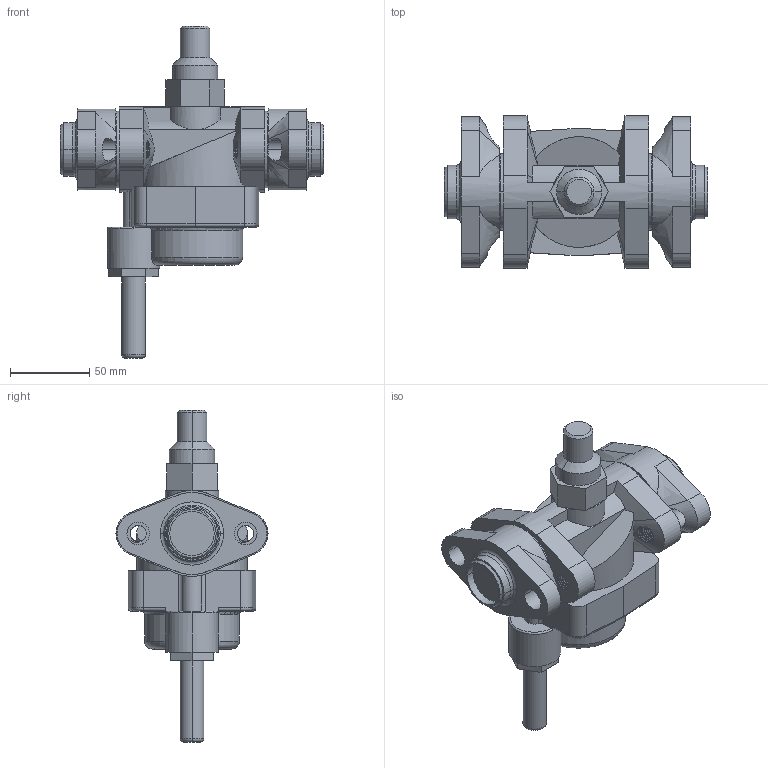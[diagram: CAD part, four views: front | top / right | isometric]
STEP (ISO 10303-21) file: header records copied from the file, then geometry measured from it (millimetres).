
FILE_DESCRIPTION((''),'2;1');
FILE_NAME('25__ASM','2021-05-11T',('AMG'),(''),'PRO/ENGINEER BY PARAMETRIC TECHNOLOGY CORPORATION, 2008380','PRO/ENGINEER BY PARAMETRIC TECHNOLOGY CORPORATION, 2008380','');
FILE_SCHEMA(('CONFIG_CONTROL_DESIGN'));
Length unit declared in the file: millimetre
Products named in the file (9): ____-____22; ____1; 25_____ASM; _25__; PRT0011; ASM0009_ASM; PRT0012; ASM0010_ASM; 25__ASM
Assembly tree (8 placements, depth 3):
  25__ASM
    25_____ASM
      ____-____22
      ____1
    _25__
    ASM0009_ASM
      PRT0011
    ASM0010_ASM
      PRT0012
Bounding box: 166.6 x 96.2 x 210.1 mm (x, y, z)
Volume: 640934.1 mm3; surface area: 97602.7 mm2
Topology: 4 solids, 4 shells, 355 faces, 949 edges, 617 vertices
Faces by surface type: cylinder 190, plane 88, bspline 50, torus 19, cone 8
Entity records: 24698 total; most frequent: CARTESIAN_POINT 16316, ORIENTED_EDGE 1898, DIRECTION 1427, EDGE_CURVE 949, VERTEX_POINT 617, AXIS2_PLACEMENT_3D 542, B_SPLINE_CURVE_WITH_KNOTS 390, EDGE_LOOP 388
